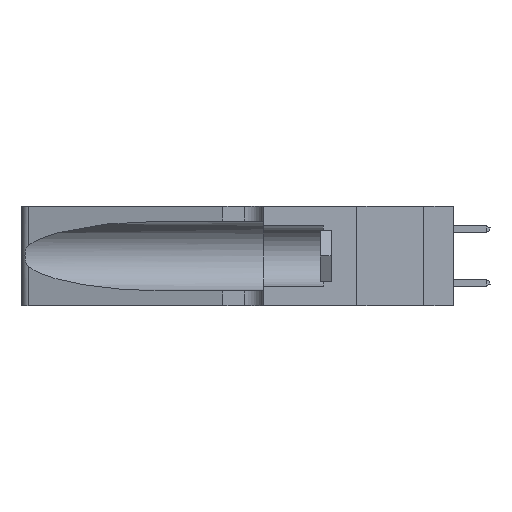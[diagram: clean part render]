
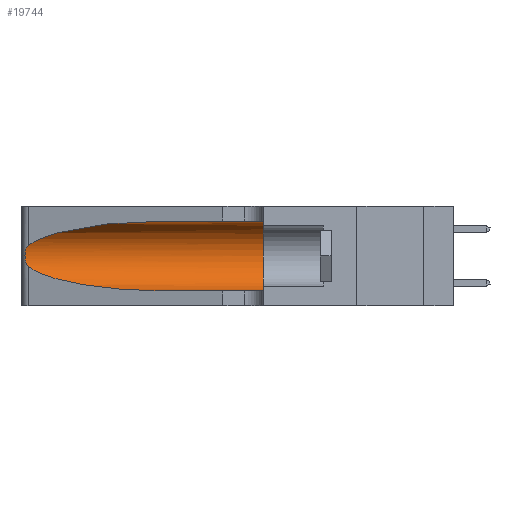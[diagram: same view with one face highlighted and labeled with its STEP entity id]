
A CAD part, left-side view. The second image highlights one B-rep face of the part: STEP entity #19744.
In plain terms, the highlighted cylindrical face has radius 3.308 mm (diameter 6.617 mm), a partial arc.
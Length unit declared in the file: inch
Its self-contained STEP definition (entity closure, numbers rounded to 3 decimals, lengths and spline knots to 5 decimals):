
#235 = CARTESIAN_POINT ( 'NONE',  ( 0.25487, 1.22718, 0.14631 ) ) ;
#506 = VECTOR ( 'NONE', #556, 39.37008 ) ;
#556 = DIRECTION ( 'NONE',  ( 0., -1., 0. ) ) ;
#829 = EDGE_CURVE ( 'NONE', #28798, #11681, #5010, .T. ) ;
#1199 = CARTESIAN_POINT ( 'NONE',  ( 0.25639, 1.23184, 0.21858 ) ) ;
#1610 = ORIENTED_EDGE ( 'NONE', *, *, #23712, .T. ) ;
#1836 = DIRECTION ( 'NONE',  ( 0., 0., -1. ) ) ;
#2603 = VERTEX_POINT ( 'NONE', #8540 ) ;
#4596 = CYLINDRICAL_SURFACE ( 'NONE', #38120, 0.13025 ) ;
#4983 = CARTESIAN_POINT ( 'NONE',  ( 0.1305, 0.72297, 0.05475 ) ) ;
#5010 = B_SPLINE_CURVE_WITH_KNOTS ( 'NONE', 3,
 ( #16639, #25913, #1199, #22519, #14365, #17203, #29519, #39085, #23653, #8850, #27313, #12022, #37696, #235 ),
 .UNSPECIFIED., .F., .F.,
 ( 4, 2, 2, 2, 2, 2, 4 ),
 ( 0., 0.00027, 0.00053, 0.00107, 0.0016, 0.00187, 0.00214 ),
 .UNSPECIFIED. ) ;
#5579 = FACE_OUTER_BOUND ( 'NONE', #31602, .T. ) ;
#6320 = CARTESIAN_POINT ( 'NONE',  ( 0.1305, 0.35, 0.05475 ) ) ;
#6821 = EDGE_CURVE ( 'NONE', #15893, #31410, #32326, .T. ) ;
#8540 = CARTESIAN_POINT ( 'NONE',  ( 0.1305, 0.72297, 0.05475 ) ) ;
#8850 = CARTESIAN_POINT ( 'NONE',  ( 0.25856, 1.23593, 0.16098 ) ) ;
#9227 = EDGE_CURVE ( 'NONE', #2603, #38277, #24850, .T. ) ;
#11326 = DIRECTION ( 'NONE',  ( 0., 0., 1. ) ) ;
#11681 = VERTEX_POINT ( 'NONE', #34116 ) ;
#12022 = CARTESIAN_POINT ( 'NONE',  ( 0.25639, 1.23186, 0.15144 ) ) ;
#12533 = CARTESIAN_POINT ( 'NONE',  ( 0.1305, 0.72297, 0.31525 ) ) ;
#13340 = DIRECTION ( 'NONE',  ( 0., -1., 0. ) ) ;
#13958 = DIRECTION ( 'NONE',  ( 0., 1., 0. ) ) ;
#14365 = CARTESIAN_POINT ( 'NONE',  ( 0.25854, 1.2359, 0.20912 ) ) ;
#14490 = ORIENTED_EDGE ( 'NONE', *, *, #25423, .F. ) ;
#15849 = ORIENTED_EDGE ( 'NONE', *, *, #829, .T. ) ;
#15893 = VERTEX_POINT ( 'NONE', #29876 ) ;
#15928 = CARTESIAN_POINT ( 'NONE',  ( 0.25487, 1.22718, 0.22369 ) ) ;
#16514 = VECTOR ( 'NONE', #13340, 39.37008 ) ;
#16525 = CIRCLE ( 'NONE', #19578, 0.13025 ) ;
#16639 = CARTESIAN_POINT ( 'NONE',  ( 0.25487, 1.22718, 0.22369 ) ) ;
#17203 = CARTESIAN_POINT ( 'NONE',  ( 0.26018, 1.23835, 0.19895 ) ) ;
#18794 = CARTESIAN_POINT ( 'NONE',  ( 0.18966, 0.96281, 0.31525 ) ) ;
#19187 = CARTESIAN_POINT ( 'NONE',  ( 0.25487, 1.22718, 0.22369 ) ) ;
#19578 = AXIS2_PLACEMENT_3D ( 'NONE', #35905, #13958, #11326 ) ;
#19744 = ADVANCED_FACE ( 'NONE', ( #5579 ), #4596, .F. ) ;
#20157 = CARTESIAN_POINT ( 'NONE',  ( 0.2373, 1.15595, 0.08982 ) ) ;
#20294 =( BOUNDED_CURVE ( )  B_SPLINE_CURVE ( 3, ( #38881, #20157, #35844, #4983 ),
 .UNSPECIFIED., .F., .F. ) 
 B_SPLINE_CURVE_WITH_KNOTS ( ( 4, 4 ),
 ( 3.44316, 4.71239 ),
 .UNSPECIFIED. ) 
 CURVE ( )  GEOMETRIC_REPRESENTATION_ITEM ( )  RATIONAL_B_SPLINE_CURVE ( ( 1., 0.87, 0.87, 1. ) ) 
 REPRESENTATION_ITEM ( '' )  );
#22519 = CARTESIAN_POINT ( 'NONE',  ( 0.25787, 1.23484, 0.2124 ) ) ;
#22619 = CARTESIAN_POINT ( 'NONE',  ( 0.1305, 1.61858, 0.05475 ) ) ;
#23100 = EDGE_CURVE ( 'NONE', #15893, #28798, #25028, .T. ) ;
#23653 = CARTESIAN_POINT ( 'NONE',  ( 0.26017, 1.23833, 0.17102 ) ) ;
#23712 = EDGE_CURVE ( 'NONE', #11681, #2603, #20294, .T. ) ;
#24850 = LINE ( 'NONE', #22619, #16514 ) ;
#25028 =( BOUNDED_CURVE ( )  B_SPLINE_CURVE ( 3, ( #12533, #18794, #34607, #15928 ),
 .UNSPECIFIED., .F., .F. ) 
 B_SPLINE_CURVE_WITH_KNOTS ( ( 4, 4 ),
 ( 1.5708, 2.84003 ),
 .UNSPECIFIED. ) 
 CURVE ( )  GEOMETRIC_REPRESENTATION_ITEM ( )  RATIONAL_B_SPLINE_CURVE ( ( 1., 0.87, 0.87, 1. ) ) 
 REPRESENTATION_ITEM ( '' )  );
#25423 = EDGE_CURVE ( 'NONE', #31410, #38277, #16525, .T. ) ;
#25913 = CARTESIAN_POINT ( 'NONE',  ( 0.25555, 1.22994, 0.2215 ) ) ;
#26172 = CARTESIAN_POINT ( 'NONE',  ( 0.1305, 1.61858, 0.31525 ) ) ;
#27313 = CARTESIAN_POINT ( 'NONE',  ( 0.25789, 1.23486, 0.15765 ) ) ;
#27829 = ORIENTED_EDGE ( 'NONE', *, *, #23100, .T. ) ;
#28798 = VERTEX_POINT ( 'NONE', #19187 ) ;
#29519 = CARTESIAN_POINT ( 'NONE',  ( 0.26075, 1.23896, 0.19203 ) ) ;
#29876 = CARTESIAN_POINT ( 'NONE',  ( 0.1305, 0.72297, 0.31525 ) ) ;
#31410 = VERTEX_POINT ( 'NONE', #34132 ) ;
#31602 = EDGE_LOOP ( 'NONE', ( #27829, #15849, #1610, #39486, #14490, #33251 ) ) ;
#32326 = LINE ( 'NONE', #26172, #506 ) ;
#33251 = ORIENTED_EDGE ( 'NONE', *, *, #6821, .F. ) ;
#34116 = CARTESIAN_POINT ( 'NONE',  ( 0.25487, 1.22718, 0.14631 ) ) ;
#34132 = CARTESIAN_POINT ( 'NONE',  ( 0.1305, 0.35, 0.31525 ) ) ;
#34607 = CARTESIAN_POINT ( 'NONE',  ( 0.2373, 1.15595, 0.28018 ) ) ;
#35844 = CARTESIAN_POINT ( 'NONE',  ( 0.18966, 0.96281, 0.05475 ) ) ;
#35905 = CARTESIAN_POINT ( 'NONE',  ( 0.1305, 0.35, 0.185 ) ) ;
#37696 = CARTESIAN_POINT ( 'NONE',  ( 0.25555, 1.22993, 0.14849 ) ) ;
#38120 = AXIS2_PLACEMENT_3D ( 'NONE', #39415, #39546, #1836 ) ;
#38277 = VERTEX_POINT ( 'NONE', #6320 ) ;
#38881 = CARTESIAN_POINT ( 'NONE',  ( 0.25487, 1.22718, 0.14631 ) ) ;
#39085 = CARTESIAN_POINT ( 'NONE',  ( 0.26075, 1.23896, 0.178 ) ) ;
#39415 = CARTESIAN_POINT ( 'NONE',  ( 0.1305, 1.61858, 0.185 ) ) ;
#39486 = ORIENTED_EDGE ( 'NONE', *, *, #9227, .T. ) ;
#39546 = DIRECTION ( 'NONE',  ( 0., -1., 0. ) ) ;
